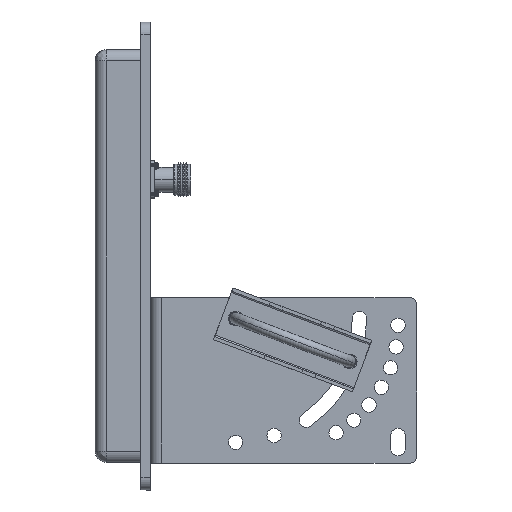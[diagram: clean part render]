
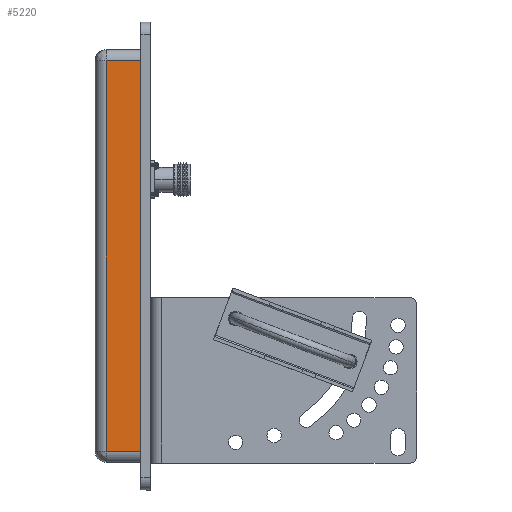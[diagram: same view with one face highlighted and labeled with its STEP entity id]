
A CAD part, left-side view. The second image highlights one B-rep face of the part: STEP entity #5220.
In plain terms, the highlighted planar face has unit normal (-1, 0, 0).
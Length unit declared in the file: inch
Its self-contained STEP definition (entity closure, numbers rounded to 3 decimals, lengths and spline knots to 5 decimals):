
#5152 = ORIENTED_EDGE ( 'NONE', *, *, #5246, .F. ) ;
#5156 = VERTEX_POINT ( 'NONE', #12479 ) ;
#5158 = VERTEX_POINT ( 'NONE', #12475 ) ;
#5176 = VERTEX_POINT ( 'NONE', #12515 ) ;
#5199 = EDGE_CURVE ( 'NONE', #5158, #5176, #12571, .T. ) ;
#5201 = ORIENTED_EDGE ( 'NONE', *, *, #5199, .F. ) ;
#5220 = ADVANCED_FACE ( 'NONE', ( #12553 ), #12547, .T. ) ;
#5221 = ORIENTED_EDGE ( 'NONE', *, *, #5222, .F. ) ;
#5222 = EDGE_CURVE ( 'NONE', #5223, #5156, #12605, .T. ) ;
#5223 = VERTEX_POINT ( 'NONE', #12549 ) ;
#5227 = EDGE_CURVE ( 'NONE', #5176, #5223, #12599, .T. ) ;
#5232 = ORIENTED_EDGE ( 'NONE', *, *, #5227, .F. ) ;
#5243 = EDGE_LOOP ( 'NONE', ( #5152, #5221, #5232, #5201 ) ) ;
#5246 = EDGE_CURVE ( 'NONE', #5156, #5158, #12573, .T. ) ;
#12475 = CARTESIAN_POINT ( 'NONE',  ( -3.75, 3.55, 0.172 ) ) ;
#12479 = CARTESIAN_POINT ( 'NONE',  ( -3.75, -3.55, 0.172 ) ) ;
#12486 = AXIS2_PLACEMENT_3D ( 'NONE', #12560, #12543, #12604 ) ;
#12515 = CARTESIAN_POINT ( 'NONE',  ( -3.75, 3.55, 0.8 ) ) ;
#12543 = DIRECTION ( 'NONE',  ( -1., 0., 0. ) ) ;
#12547 = PLANE ( 'NONE',  #12486 ) ;
#12549 = CARTESIAN_POINT ( 'NONE',  ( -3.75, -3.55, 0.8 ) ) ;
#12553 = FACE_OUTER_BOUND ( 'NONE', #5243, .T. ) ;
#12560 = CARTESIAN_POINT ( 'NONE',  ( -3.75, -3.55, 0.172 ) ) ;
#12568 = DIRECTION ( 'NONE',  ( 0., 0., 1. ) ) ;
#12569 = VECTOR ( 'NONE', #12568, 39.37008 ) ;
#12570 = CARTESIAN_POINT ( 'NONE',  ( -3.75, 3.55, 0.172 ) ) ;
#12571 = LINE ( 'NONE', #12570, #12569 ) ;
#12572 = CARTESIAN_POINT ( 'NONE',  ( -3.75, 0., 0.172 ) ) ;
#12573 = LINE ( 'NONE', #12572, #12634 ) ;
#12592 = DIRECTION ( 'NONE',  ( 0., -1., 0. ) ) ;
#12593 = VECTOR ( 'NONE', #12592, 39.37008 ) ;
#12598 = CARTESIAN_POINT ( 'NONE',  ( -3.75, -1.775, 0.8 ) ) ;
#12599 = LINE ( 'NONE', #12598, #12593 ) ;
#12600 = DIRECTION ( 'NONE',  ( 0., 0., -1. ) ) ;
#12601 = VECTOR ( 'NONE', #12600, 39.37008 ) ;
#12602 = CARTESIAN_POINT ( 'NONE',  ( -3.75, -3.55, 0.172 ) ) ;
#12604 = DIRECTION ( 'NONE',  ( 0., 0., 1. ) ) ;
#12605 = LINE ( 'NONE', #12602, #12601 ) ;
#12633 = DIRECTION ( 'NONE',  ( 0., 1., 0. ) ) ;
#12634 = VECTOR ( 'NONE', #12633, 39.37008 ) ;
